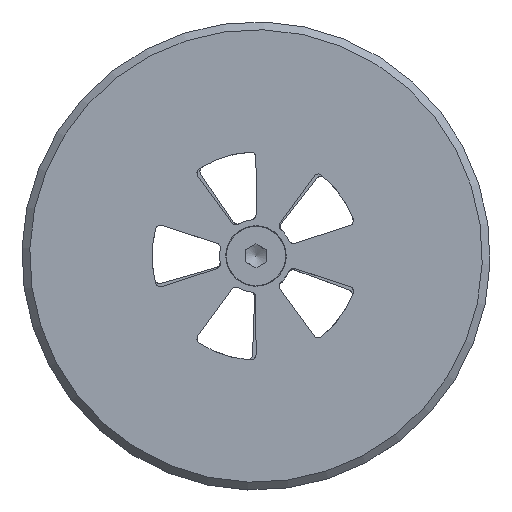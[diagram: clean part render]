
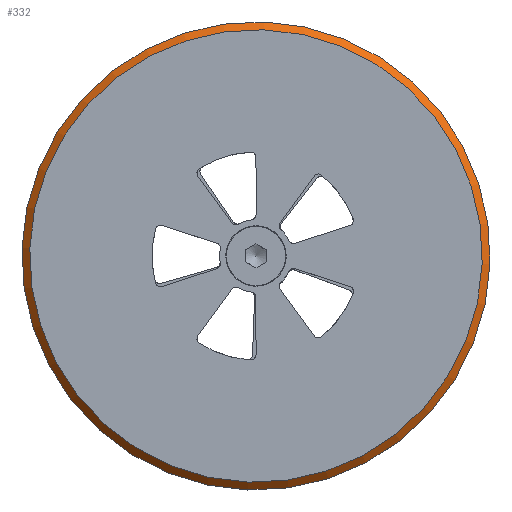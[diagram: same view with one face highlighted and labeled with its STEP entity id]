
A CAD part, top view. The second image highlights one B-rep face of the part: STEP entity #332.
In plain terms, the highlighted conical face has half-angle 45 degrees and reference radius 44.25 mm.
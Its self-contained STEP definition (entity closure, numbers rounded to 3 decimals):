
#332=ADVANCED_FACE('',(#762,#764),#766,.T.);
#762=FACE_OUTER_BOUND('',#763,.T.);
#763=EDGE_LOOP('',(#6202));
#764=FACE_OUTER_BOUND('',#765,.T.);
#765=EDGE_LOOP('',(#6203));
#766=CONICAL_SURFACE('',#767,44.25,0.785);
#767=AXIS2_PLACEMENT_3D('',#768,#769,#770);
#768=CARTESIAN_POINT('',(0.,0.,2.25));
#769=DIRECTION('',(0.,0.,-1.));
#770=DIRECTION('',(0.951,0.309,0.));
#6202=ORIENTED_EDGE('',*,*,#6720,.F.);
#6203=ORIENTED_EDGE('',*,*,#6803,.T.);
#6720=EDGE_CURVE('',#7124,#7124,#7125,.T.);
#6803=EDGE_CURVE('',#7250,#7250,#7251,.T.);
#7124=VERTEX_POINT('',#7849);
#7125=CIRCLE('',#7850,43.5);
#7250=VERTEX_POINT('',#8174);
#7251=CIRCLE('',#8175,45.);
#7849=CARTESIAN_POINT('',(-41.371,-13.442,3.));
#7850=AXIS2_PLACEMENT_3D('',#7851,#7852,#7853);
#7851=CARTESIAN_POINT('',(0.,0.,3.));
#7852=DIRECTION('',(0.,0.,1.));
#7853=DIRECTION('',(-0.951,-0.309,0.));
#8174=CARTESIAN_POINT('',(-42.798,-13.906,1.5));
#8175=AXIS2_PLACEMENT_3D('',#8176,#8177,#8178);
#8176=CARTESIAN_POINT('',(0.,0.,1.5));
#8177=DIRECTION('',(0.,0.,1.));
#8178=DIRECTION('',(-0.951,-0.309,0.));
